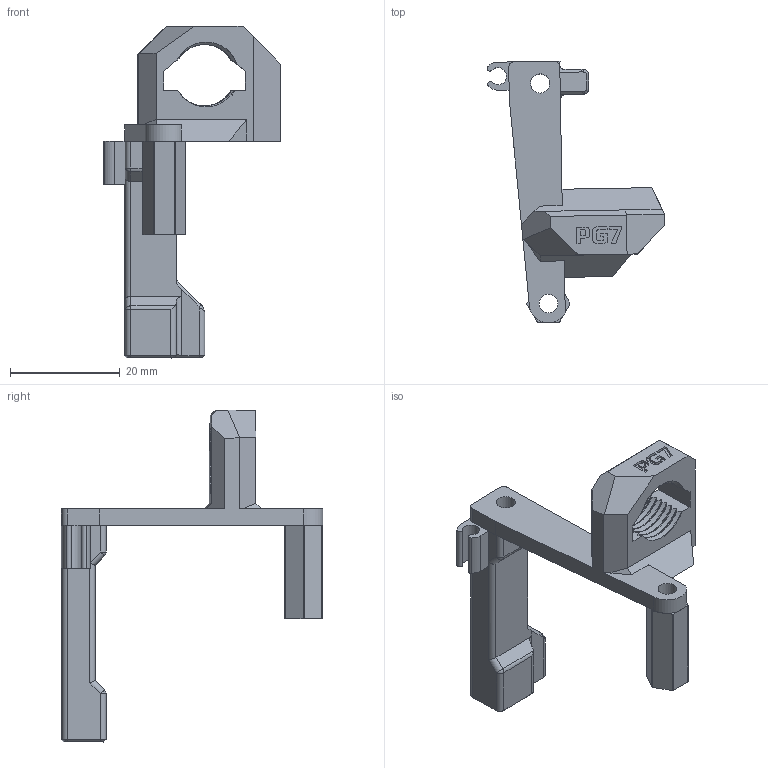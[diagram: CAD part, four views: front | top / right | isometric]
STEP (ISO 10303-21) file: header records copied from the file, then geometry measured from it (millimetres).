
FILE_DESCRIPTION(/* description */ (''),/* implementation_level */ '2;1');
FILE_NAME(/* name */ 'PG7_umbilical.step',/* time_stamp */ '2023-09-13T11:12:24-07:00',/* author */ (''),/* organization */ (''),/* preprocessor_version */ 'ST-DEVELOPER v20',/* originating_system */ 'Autodesk Translation Framework v12.9.0.99',/* authorisation */ '');
FILE_SCHEMA (('AUTOMOTIVE_DESIGN { 1 0 10303 214 3 1 1 }'));
Length unit declared in the file: millimetre
Products named in the file (3): PG7_umbilical; top_spacer; printed_spacer
Assembly tree (2 placements, depth 2):
  PG7_umbilical
    top_spacer
    printed_spacer
Bounding box: 32.31 x 47.66 x 60.45 mm (x, y, z)
Volume: 6712.7 mm3; surface area: 5566.1 mm2
Topology: 3 solids, 3 shells, 239 faces, 734 edges, 505 vertices
Faces by surface type: plane 111, bspline 63, cylinder 59, cone 4, sphere 2
Full cylindrical faces by diameter (mm): 3.4 x1, 3.5 x2, 4.7 x1
Entity records: 21850 total; most frequent: CARTESIAN_POINT 15827, ORIENTED_EDGE 1468, DIRECTION 880, EDGE_CURVE 734, VERTEX_POINT 505, LINE 380, VECTOR 380, B_SPLINE_CURVE_WITH_KNOTS 284
